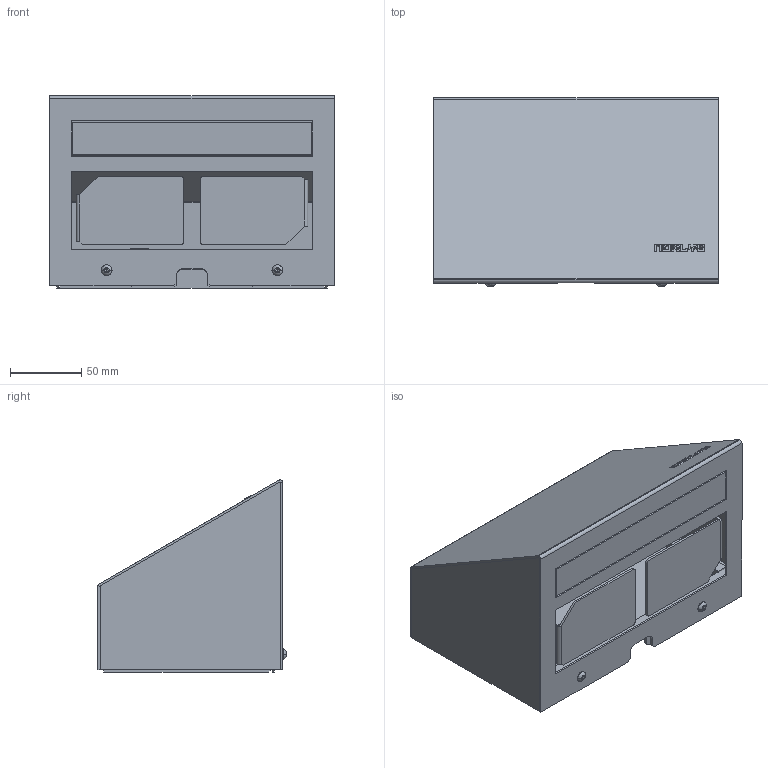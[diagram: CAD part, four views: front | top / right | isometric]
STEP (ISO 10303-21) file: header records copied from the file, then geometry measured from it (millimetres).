
FILE_DESCRIPTION (( 'STEP AP203' ), '1' );
FILE_NAME ('Ski socket.STEP', '2026-01-15T08:47:08', ( '' ), ( '' ), 'SwSTEP 2.0', 'SolidWorks 2024', '' );
FILE_SCHEMA (( 'CONFIG_CONTROL_DESIGN' ));
Length unit declared in the file: millimetre
Products named in the file (20): M121W2_Rurka 2_rs_M127; M127_rs_Przód kom_rs_XITANIUM 7W; M121K_rs_Bl ośki_rs_M127; M127_rs_Bl bok_rs_xxxDomyślna; PODKŁADKA METAL-GUM-VASA_rs; M127_rs_Tył kom_rs_M127W2; M127_rs_Bl Tył_rs_W4; Ski socket; M127_Bla wzmoc_rs_W2; socket button head screw_iso_ISO 7380 - M4 x 8 - 8N; M127_rs_Szybka_rs; M127_rs_Tył spaw_rs_W4; M4 nakrętka okrągła wciskana_rs; M121K_Uszczelka_rs_M127; M127_rs_Bl ramka_rs_W4; M127_rs_Pręt_rs_W2; M127_rs_Bl przód_rs_M127; M127_rs_Bl gniazdka_rs; M127_rs_Przód spaw_rs; M94_ASKER_USZCZELKA W1 PRZEWODU_rs_w02
Assembly tree (27 placements, depth 4):
  Ski socket
    M127_rs_Tył kom_rs_M127W2
      M127_rs_Tył spaw_rs_W4
        M127_rs_Bl Tył_rs_W4
        M121W2_Rurka 2_rs_M127  x2
        M127_Bla wzmoc_rs_W2
      M94_ASKER_USZCZELKA W1 PRZEWODU_rs_w02  x2
      PODKŁADKA METAL-GUM-VASA_rs  x2
      M121K_Uszczelka_rs_M127
    M127_rs_Przód kom_rs_XITANIUM 7W
      M127_rs_Przód spaw_rs
        M127_rs_Bl przód_rs_M127
        M127_rs_Bl bok_rs_xxxDomyślna  x2
        M127_rs_Bl ramka_rs_W4
        M127_rs_Pręt_rs_W2
        M121K_rs_Bl ośki_rs_M127  x2
        M4 nakrętka okrągła wciskana_rs  x2
      M127_rs_Bl gniazdka_rs  x2
      M127_rs_Szybka_rs
    socket button head screw_iso_ISO 7380 - M4 x 8 - 8N  x2
Bounding box: 200 x 132.2 x 135.04 mm (x, y, z)
Volume: 248417.7 mm3; surface area: 308831 mm2
Topology: 26 solids, 26 shells, 3044 faces, 9842 edges, 6306 vertices
Faces by surface type: sphere 1246, plane 1245, cone 262, cylinder 153, bspline 102, torus 36
Entity records: 73854 total; most frequent: CARTESIAN_POINT 15796, DIRECTION 12637, ORIENTED_EDGE 10732, EDGE_CURVE 5366, AXIS2_PLACEMENT_3D 5288, VERTEX_POINT 3753, EDGE_LOOP 3031, CIRCLE 2989
